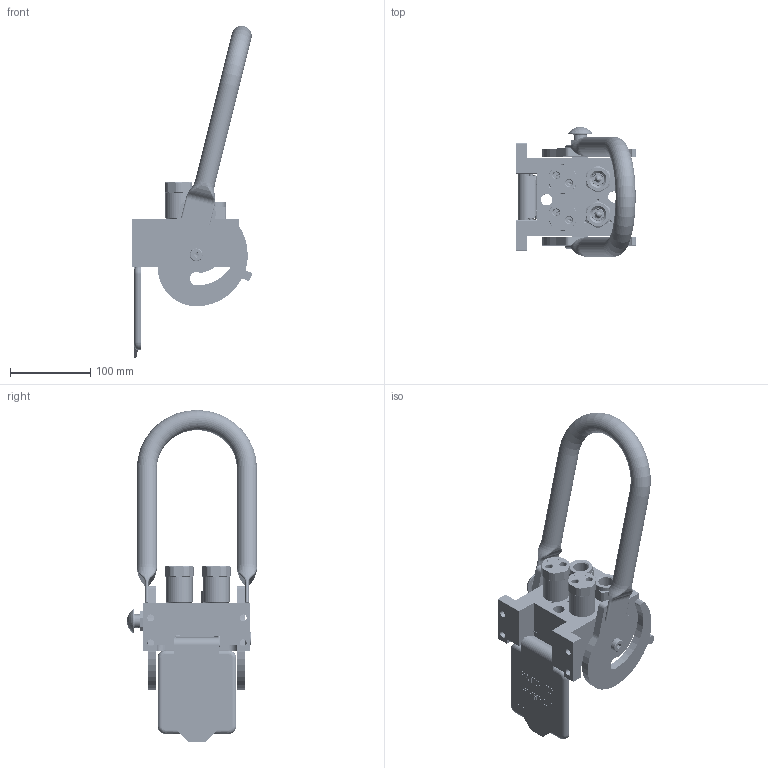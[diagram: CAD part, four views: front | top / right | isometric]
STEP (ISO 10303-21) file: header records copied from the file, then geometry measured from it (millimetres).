
FILE_DESCRIPTION (( 'STEP AP214' ), '1' );
FILE_NAME ('FASTER.step', '2024-02-16T16:56:08', ( '' ), ( '' ), 'SwSTEP 2.0', 'SolidWorks 2017', '' );
FILE_SCHEMA (( 'AUTOMOTIVE_DESIGN' ));
Length unit declared in the file: millimetre
Products named in the file (33): 4820_001_0004_000; or1_5x7_m; 4840_024_1000_020; 0048_042_0412_000; 4830_024_1000_011; 4340_014_0000_000; 2ffngs12_aa_f; 4840_024_1000_010; A_2ffngs12_aa_f; 4830_013_3000_030; curs_molla_12_inox; 4810_001_0001_014; A_2ffnb12gas_f2v; 4142_072_1000_300; 4830_001_0005_301; 4830_024_5000_000; curs_molla_12; 4830_025_1000_000; 4830_070_0000_001; et011; sicura_p5; 4830_025_2000_000; 4830_020_0000_022; 4340_014_0000_200; 4830_001_0005_300; 0048_317_1000_000; 4830_024_5000_000^4830_024_5000_000; P508_F_V_BASE; FASTER; 4830_022_0000_011; 4830_025_0000_001; 2ffnb12gas_f2v
Assembly tree (36 placements, depth 4):
  4830_024_5000_000^4830_024_5000_000
  FASTER
    P508_F_V_BASE
      4830_020_0000_022
      4830_025_1000_000
      4830_070_0000_001
      4820_001_0004_000
      4810_001_0001_014
      4830_001_0005_300
      4830_001_0005_301
      4830_022_0000_011
      4830_013_3000_030  x2
      0048_317_1000_000  x2
    A_2ffngs12_aa_f  x2
      curs_molla_12
        4340_014_0000_000
        4142_072_1000_300
      2ffngs12_aa_f
        2ffngs12_aa_f
    A_2ffnb12gas_f2v  x2
      curs_molla_12_inox
        4340_014_0000_200
        4142_072_1000_300
      2ffnb12gas_f2v
    4830_024_5000_000
      sicura_p5
        4830_025_0000_001
        or1_5x7_m
        0048_042_0412_000
      4830_024_1000_011
      4840_024_1000_010
      4840_024_1000_020
      4830_025_2000_000
    et011
Bounding box: 149.01 x 161.73 x 412.71 mm (x, y, z)
Volume: 309605.9 mm3; surface area: 370594.6 mm2
Topology: 26 solids, 59 shells, 4478 faces, 11409 edges, 7226 vertices
Faces by surface type: plane 2251, cylinder 927, cone 540, bspline 409, torus 304, sphere 47
Entity records: 152829 total; most frequent: CARTESIAN_POINT 63126, ORIENTED_EDGE 18046, DIRECTION 16230, EDGE_CURVE 9057, VECTOR 5928, LINE 5928, VERTEX_POINT 5781, AXIS2_PLACEMENT_3D 5151
